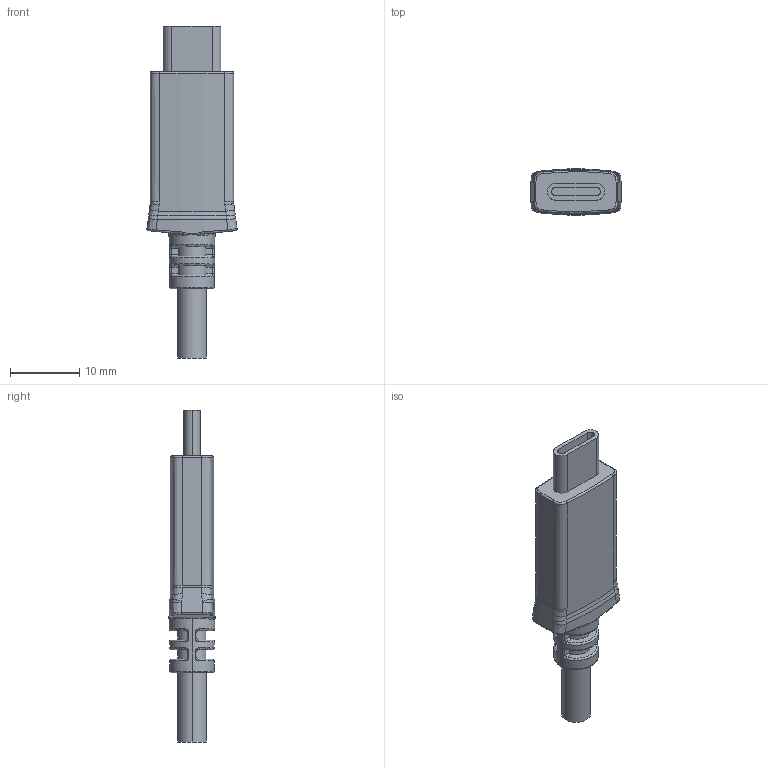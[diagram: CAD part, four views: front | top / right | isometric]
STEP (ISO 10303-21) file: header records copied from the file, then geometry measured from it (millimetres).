
FILE_DESCRIPTION (( 'STEP AP214' ), '1' );
FILE_NAME ('User Library-USB Type-C Plug -1.STEP', '2022-01-31T21:07:33', ( '' ), ( '' ), 'SwSTEP 2.0', 'SolidWorks 2021', '' );
FILE_SCHEMA (( 'AUTOMOTIVE_DESIGN' ));
Length unit declared in the file: millimetre
Products named in the file (1): User Library-USB Type-C Plug -1
Bounding box: 13.04 x 6.7 x 48.1 mm (x, y, z)
Volume: 2136.5 mm3; surface area: 1559.5 mm2
Topology: 3 solids, 3 shells, 162 faces, 378 edges, 226 vertices
Faces by surface type: bspline 90, cylinder 40, plane 30, cone 2
Entity records: 8596 total; most frequent: CARTESIAN_POINT 3730, ORIENTED_EDGE 756, DIRECTION 462, EDGE_CURVE 378, VERTEX_POINT 226, AXIS2_PLACEMENT_3D 183, EDGE_LOOP 168, UNCERTAINTY_MEASURE_WITH_UNIT 167
